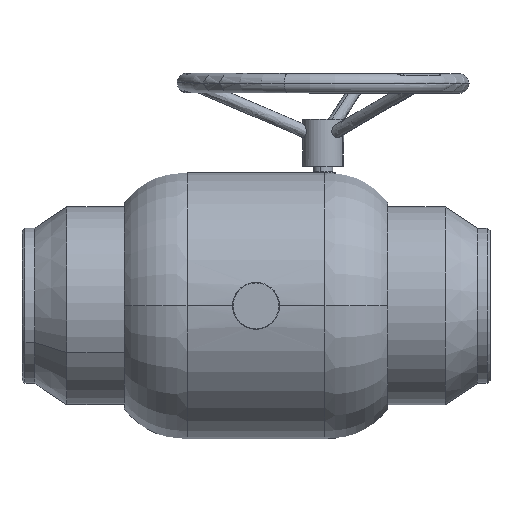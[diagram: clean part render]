
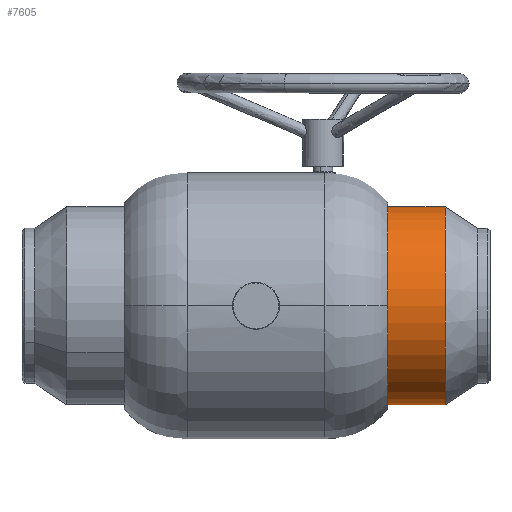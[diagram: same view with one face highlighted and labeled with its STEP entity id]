
A CAD part, front view. The second image highlights one B-rep face of the part: STEP entity #7605.
In plain terms, the highlighted cylindrical face has radius 101.5 mm (diameter 203 mm), a partial arc.
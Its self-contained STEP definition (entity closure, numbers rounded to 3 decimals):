
#304 = EDGE_CURVE ( 'NONE', #3258, #14010, #64966, .T. ) ;
#347 = CARTESIAN_POINT ( 'NONE',  ( 114.03, 0., 0. ) ) ;
#575 = DIRECTION ( 'NONE',  ( -1., 0., 0. ) ) ;
#1923 = CYLINDRICAL_SURFACE ( 'NONE', #21431, 101.5 ) ;
#2909 = EDGE_CURVE ( 'NONE', #3258, #46117, #17225, .T. ) ;
#3258 = VERTEX_POINT ( 'NONE', #67747 ) ;
#5864 = CARTESIAN_POINT ( 'NONE',  ( 0., 0., 101.5 ) ) ;
#7538 = ORIENTED_EDGE ( 'NONE', *, *, #61770, .F. ) ;
#7571 = CARTESIAN_POINT ( 'NONE',  ( 0., 0., 0. ) ) ;
#7605 = ADVANCED_FACE ( 'NONE', ( #18540 ), #1923, .T. ) ;
#10742 = CARTESIAN_POINT ( 'NONE',  ( 54., 0., 101.5 ) ) ;
#14010 = VERTEX_POINT ( 'NONE', #48167 ) ;
#17225 = CIRCLE ( 'NONE', #47665, 101.5 ) ;
#17480 = DIRECTION ( 'NONE',  ( -1., 0., 0. ) ) ;
#18540 = FACE_OUTER_BOUND ( 'NONE', #51118, .T. ) ;
#21431 = AXIS2_PLACEMENT_3D ( 'NONE', #7571, #17480, #50311 ) ;
#22501 = LINE ( 'NONE', #5864, #28221 ) ;
#22802 = AXIS2_PLACEMENT_3D ( 'NONE', #42538, #69688, #64060 ) ;
#27192 = DIRECTION ( 'NONE',  ( 0., 0., 1. ) ) ;
#28221 = VECTOR ( 'NONE', #575, 1000. ) ;
#29534 = CIRCLE ( 'NONE', #22802, 101.5 ) ;
#32153 = CARTESIAN_POINT ( 'NONE',  ( 0., 0., -101.5 ) ) ;
#33810 = ORIENTED_EDGE ( 'NONE', *, *, #304, .F. ) ;
#33839 = ORIENTED_EDGE ( 'NONE', *, *, #36490, .T. ) ;
#36490 = EDGE_CURVE ( 'NONE', #46117, #45536, #22501, .T. ) ;
#42538 = CARTESIAN_POINT ( 'NONE',  ( 54., 0., 0. ) ) ;
#43084 = DIRECTION ( 'NONE',  ( -1., 0., 0. ) ) ;
#45536 = VERTEX_POINT ( 'NONE', #10742 ) ;
#46117 = VERTEX_POINT ( 'NONE', #64476 ) ;
#47665 = AXIS2_PLACEMENT_3D ( 'NONE', #347, #43084, #27192 ) ;
#48167 = CARTESIAN_POINT ( 'NONE',  ( 54., 0., -101.5 ) ) ;
#48385 = DIRECTION ( 'NONE',  ( -1., 0., 0. ) ) ;
#48522 = VECTOR ( 'NONE', #48385, 1000. ) ;
#50311 = DIRECTION ( 'NONE',  ( 0., 0., 1. ) ) ;
#51118 = EDGE_LOOP ( 'NONE', ( #33810, #51176, #33839, #7538 ) ) ;
#51176 = ORIENTED_EDGE ( 'NONE', *, *, #2909, .T. ) ;
#61770 = EDGE_CURVE ( 'NONE', #14010, #45536, #29534, .T. ) ;
#64060 = DIRECTION ( 'NONE',  ( 0., 0., 1. ) ) ;
#64476 = CARTESIAN_POINT ( 'NONE',  ( 114.03, 0., 101.5 ) ) ;
#64966 = LINE ( 'NONE', #32153, #48522 ) ;
#67747 = CARTESIAN_POINT ( 'NONE',  ( 114.03, 0., -101.5 ) ) ;
#69688 = DIRECTION ( 'NONE',  ( -1., 0., 0. ) ) ;
